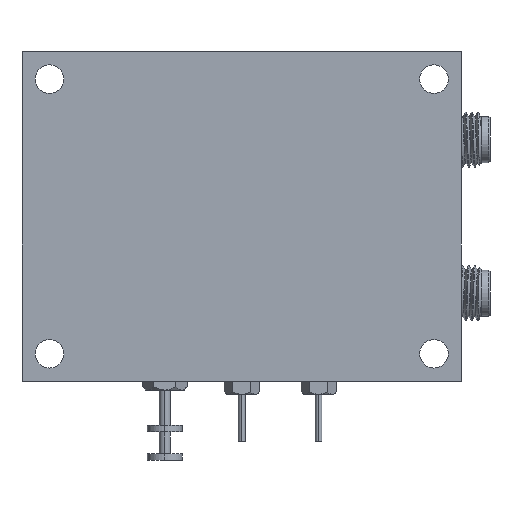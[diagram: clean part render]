
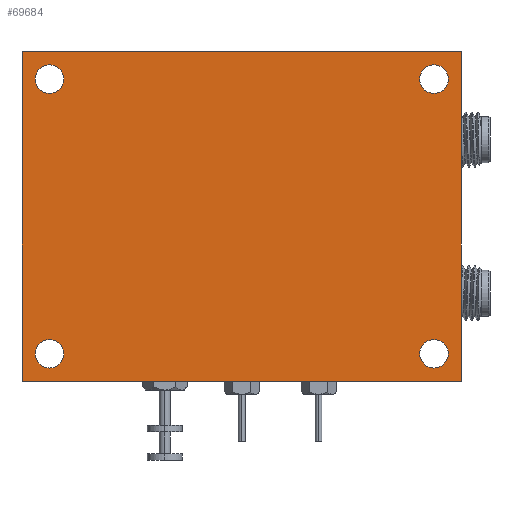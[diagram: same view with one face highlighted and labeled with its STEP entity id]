
A CAD part, front view. The second image highlights one B-rep face of the part: STEP entity #69684.
In plain terms, the highlighted planar face has unit normal (0, -1, 0).
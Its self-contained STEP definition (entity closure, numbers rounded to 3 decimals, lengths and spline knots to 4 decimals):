
#318 = VECTOR ( 'NONE', #91469, 39.3701 ) ;
#450 = EDGE_LOOP ( 'NONE', ( #74849, #80133 ) ) ;
#711 = EDGE_CURVE ( 'NONE', #74630, #56096, #22011, .T. ) ;
#755 = DIRECTION ( 'NONE',  ( -1., 0., 0. ) ) ;
#1351 = CARTESIAN_POINT ( 'NONE',  ( 0.94, 0., -0.625 ) ) ;
#3395 = DIRECTION ( 'NONE',  ( 1., 0., 0. ) ) ;
#3446 = ORIENTED_EDGE ( 'NONE', *, *, #74739, .F. ) ;
#4477 = EDGE_CURVE ( 'NONE', #56096, #74630, #91210, .T. ) ;
#5717 = CARTESIAN_POINT ( 'NONE',  ( -0.94, 0., 0.625 ) ) ;
#8012 = LINE ( 'NONE', #50121, #21085 ) ;
#9829 = CIRCLE ( 'NONE', #46732, 0.065 ) ;
#12549 = AXIS2_PLACEMENT_3D ( 'NONE', #46854, #75078, #3395 ) ;
#15391 = ORIENTED_EDGE ( 'NONE', *, *, #42702, .F. ) ;
#15420 = CARTESIAN_POINT ( 'NONE',  ( 0.81, 0., -0.625 ) ) ;
#15980 = FACE_BOUND ( 'NONE', #450, .T. ) ;
#17636 = EDGE_CURVE ( 'NONE', #44157, #57423, #44757, .T. ) ;
#19856 = CIRCLE ( 'NONE', #55285, 0.065 ) ;
#20642 = EDGE_CURVE ( 'NONE', #63537, #57124, #25880, .T. ) ;
#20762 = CARTESIAN_POINT ( 'NONE',  ( -1., 0., -0.75 ) ) ;
#21056 = CARTESIAN_POINT ( 'NONE',  ( -0.875, 0., 0.625 ) ) ;
#21085 = VECTOR ( 'NONE', #78747, 39.3701 ) ;
#21605 = AXIS2_PLACEMENT_3D ( 'NONE', #36466, #57738, #44767 ) ;
#22011 = CIRCLE ( 'NONE', #73686, 0.065 ) ;
#22634 = EDGE_CURVE ( 'NONE', #57423, #44157, #9829, .T. ) ;
#22930 = FACE_BOUND ( 'NONE', #47289, .T. ) ;
#23617 = EDGE_LOOP ( 'NONE', ( #3446, #15391, #89187, #49090 ) ) ;
#24737 = AXIS2_PLACEMENT_3D ( 'NONE', #84157, #84609, #49958 ) ;
#25451 = CARTESIAN_POINT ( 'NONE',  ( -1., 0., 0.75 ) ) ;
#25880 = CIRCLE ( 'NONE', #12549, 0.065 ) ;
#26815 = CARTESIAN_POINT ( 'NONE',  ( -0.875, 0., 0.625 ) ) ;
#27771 = DIRECTION ( 'NONE',  ( 1., 0., 0. ) ) ;
#28368 = EDGE_CURVE ( 'NONE', #75460, #52105, #77938, .T. ) ;
#31048 = EDGE_LOOP ( 'NONE', ( #75497, #75313 ) ) ;
#32130 = CARTESIAN_POINT ( 'NONE',  ( 1., 0., -0.75 ) ) ;
#33220 = ORIENTED_EDGE ( 'NONE', *, *, #41205, .T. ) ;
#36466 = CARTESIAN_POINT ( 'NONE',  ( 0.875, 0., -0.625 ) ) ;
#36553 = VERTEX_POINT ( 'NONE', #52859 ) ;
#36729 = DIRECTION ( 'NONE',  ( 0., 1., 0. ) ) ;
#36794 = FACE_OUTER_BOUND ( 'NONE', #23617, .T. ) ;
#37686 = CARTESIAN_POINT ( 'NONE',  ( 0., 0., 0. ) ) ;
#39174 = EDGE_LOOP ( 'NONE', ( #53618, #33220 ) ) ;
#41205 = EDGE_CURVE ( 'NONE', #57124, #63537, #19856, .T. ) ;
#41778 = CARTESIAN_POINT ( 'NONE',  ( 0.81, 0., 0.625 ) ) ;
#41828 = CARTESIAN_POINT ( 'NONE',  ( 0.875, 0., 0.625 ) ) ;
#42702 = EDGE_CURVE ( 'NONE', #36553, #49047, #74954, .T. ) ;
#43631 = DIRECTION ( 'NONE',  ( 1., 0., 0. ) ) ;
#44157 = VERTEX_POINT ( 'NONE', #63892 ) ;
#44180 = PLANE ( 'NONE',  #87297 ) ;
#44757 = CIRCLE ( 'NONE', #56580, 0.065 ) ;
#44767 = DIRECTION ( 'NONE',  ( 1., 0., 0. ) ) ;
#45626 = EDGE_CURVE ( 'NONE', #72693, #36553, #52900, .T. ) ;
#46732 = AXIS2_PLACEMENT_3D ( 'NONE', #21056, #70962, #64457 ) ;
#46854 = CARTESIAN_POINT ( 'NONE',  ( -0.875, 0., -0.625 ) ) ;
#46897 = CARTESIAN_POINT ( 'NONE',  ( 1., 0., 0.75 ) ) ;
#47289 = EDGE_LOOP ( 'NONE', ( #75093, #76414 ) ) ;
#49047 = VERTEX_POINT ( 'NONE', #46897 ) ;
#49090 = ORIENTED_EDGE ( 'NONE', *, *, #73945, .F. ) ;
#49257 = CARTESIAN_POINT ( 'NONE',  ( -0.94, 0., -0.625 ) ) ;
#49862 = LINE ( 'NONE', #20762, #318 ) ;
#49958 = DIRECTION ( 'NONE',  ( 1., 0., 0. ) ) ;
#50121 = CARTESIAN_POINT ( 'NONE',  ( 1., 0., 0.75 ) ) ;
#50602 = DIRECTION ( 'NONE',  ( 1., 0., 0. ) ) ;
#52105 = VERTEX_POINT ( 'NONE', #1351 ) ;
#52511 = DIRECTION ( 'NONE',  ( 1., 0., 0. ) ) ;
#52859 = CARTESIAN_POINT ( 'NONE',  ( -1., 0., 0.75 ) ) ;
#52900 = LINE ( 'NONE', #59799, #62720 ) ;
#53618 = ORIENTED_EDGE ( 'NONE', *, *, #20642, .T. ) ;
#53673 = DIRECTION ( 'NONE',  ( 1., 0., 0. ) ) ;
#55024 = DIRECTION ( 'NONE',  ( 0., 1., 0. ) ) ;
#55285 = AXIS2_PLACEMENT_3D ( 'NONE', #58417, #79688, #43631 ) ;
#56096 = VERTEX_POINT ( 'NONE', #62691 ) ;
#56580 = AXIS2_PLACEMENT_3D ( 'NONE', #26815, #55024, #52511 ) ;
#57124 = VERTEX_POINT ( 'NONE', #49257 ) ;
#57423 = VERTEX_POINT ( 'NONE', #5717 ) ;
#57738 = DIRECTION ( 'NONE',  ( 0., 1., 0. ) ) ;
#58417 = CARTESIAN_POINT ( 'NONE',  ( -0.875, 0., -0.625 ) ) ;
#58458 = CIRCLE ( 'NONE', #21605, 0.065 ) ;
#59799 = CARTESIAN_POINT ( 'NONE',  ( -1., 0., 0.75 ) ) ;
#62691 = CARTESIAN_POINT ( 'NONE',  ( 0.94, 0., 0.625 ) ) ;
#62720 = VECTOR ( 'NONE', #75519, 39.3701 ) ;
#63537 = VERTEX_POINT ( 'NONE', #87339 ) ;
#63892 = CARTESIAN_POINT ( 'NONE',  ( -0.81, 0., 0.625 ) ) ;
#64059 = DIRECTION ( 'NONE',  ( 0., -1., 0. ) ) ;
#64254 = CARTESIAN_POINT ( 'NONE',  ( 0.875, 0., -0.625 ) ) ;
#64457 = DIRECTION ( 'NONE',  ( 1., 0., 0. ) ) ;
#69684 = ADVANCED_FACE ( 'NONE', ( #36794, #71920, #22930, #15980, #80212 ), #44180, .T. ) ;
#70061 = VECTOR ( 'NONE', #53673, 39.3701 ) ;
#70817 = VERTEX_POINT ( 'NONE', #32130 ) ;
#70962 = DIRECTION ( 'NONE',  ( 0., 1., 0. ) ) ;
#71920 = FACE_BOUND ( 'NONE', #39174, .T. ) ;
#72693 = VERTEX_POINT ( 'NONE', #85750 ) ;
#73686 = AXIS2_PLACEMENT_3D ( 'NONE', #41828, #36729, #50602 ) ;
#73945 = EDGE_CURVE ( 'NONE', #70817, #72693, #49862, .T. ) ;
#74630 = VERTEX_POINT ( 'NONE', #41778 ) ;
#74739 = EDGE_CURVE ( 'NONE', #49047, #70817, #8012, .T. ) ;
#74849 = ORIENTED_EDGE ( 'NONE', *, *, #4477, .T. ) ;
#74954 = LINE ( 'NONE', #25451, #70061 ) ;
#75078 = DIRECTION ( 'NONE',  ( 0., 1., 0. ) ) ;
#75093 = ORIENTED_EDGE ( 'NONE', *, *, #84560, .T. ) ;
#75313 = ORIENTED_EDGE ( 'NONE', *, *, #22634, .T. ) ;
#75460 = VERTEX_POINT ( 'NONE', #15420 ) ;
#75497 = ORIENTED_EDGE ( 'NONE', *, *, #17636, .T. ) ;
#75519 = DIRECTION ( 'NONE',  ( 0., 0., 1. ) ) ;
#76414 = ORIENTED_EDGE ( 'NONE', *, *, #28368, .T. ) ;
#77938 = CIRCLE ( 'NONE', #82385, 0.065 ) ;
#78747 = DIRECTION ( 'NONE',  ( 0., 0., -1. ) ) ;
#79047 = DIRECTION ( 'NONE',  ( 0., 1., 0. ) ) ;
#79688 = DIRECTION ( 'NONE',  ( 0., 1., 0. ) ) ;
#80133 = ORIENTED_EDGE ( 'NONE', *, *, #711, .T. ) ;
#80212 = FACE_BOUND ( 'NONE', #31048, .T. ) ;
#82385 = AXIS2_PLACEMENT_3D ( 'NONE', #64254, #79047, #27771 ) ;
#84157 = CARTESIAN_POINT ( 'NONE',  ( 0.875, 0., 0.625 ) ) ;
#84560 = EDGE_CURVE ( 'NONE', #52105, #75460, #58458, .T. ) ;
#84609 = DIRECTION ( 'NONE',  ( 0., 1., 0. ) ) ;
#85750 = CARTESIAN_POINT ( 'NONE',  ( -1., 0., -0.75 ) ) ;
#87297 = AXIS2_PLACEMENT_3D ( 'NONE', #37686, #64059, #755 ) ;
#87339 = CARTESIAN_POINT ( 'NONE',  ( -0.81, 0., -0.625 ) ) ;
#89187 = ORIENTED_EDGE ( 'NONE', *, *, #45626, .F. ) ;
#91210 = CIRCLE ( 'NONE', #24737, 0.065 ) ;
#91469 = DIRECTION ( 'NONE',  ( -1., 0., 0. ) ) ;
